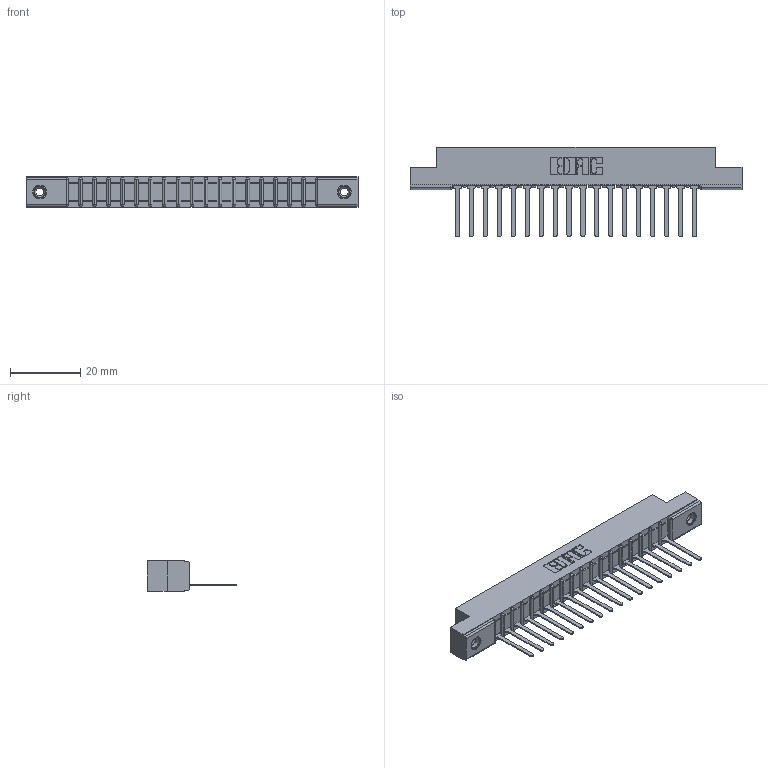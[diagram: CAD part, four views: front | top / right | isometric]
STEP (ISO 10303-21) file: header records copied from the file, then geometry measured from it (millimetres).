
FILE_DESCRIPTION (( 'STEP AP203' ), '1' );
FILE_NAME ('357-018-447-108.STEP', '2020-09-30T23:56:12', ( '' ), ( '' ), 'SwSTEP 2.0', 'SolidWorks 2020', '' );
FILE_SCHEMA (( 'CONFIG_CONTROL_DESIGN' ));
Length unit declared in the file: inch
Products named in the file (4): 357-018-447-108; 307-290-001_547; 307 Part_.156 Dia Mounting Holes; 345-250-001_345-250-003-102
Assembly tree (21 placements, depth 2):
  357-018-447-108
    307 Part_.156 Dia Mounting Holes
    307-290-001_547  x18
    345-250-001_345-250-003-102  x2
Bounding box: 94.34 x 25.43 x 8.71 mm (x, y, z)
Volume: 6001 mm3; surface area: 9424.3 mm2
Topology: 21 solids, 21 shells, 1205 faces, 3375 edges, 2166 vertices
Faces by surface type: plane 768, cylinder 383, sphere 38, cone 12, torus 4
Entity records: 19543 total; most frequent: CARTESIAN_POINT 3263, ORIENTED_EDGE 3242, DIRECTION 3197, EDGE_CURVE 1621, VECTOR 1233, LINE 1233, VERTEX_POINT 1048, AXIS2_PLACEMENT_3D 982
